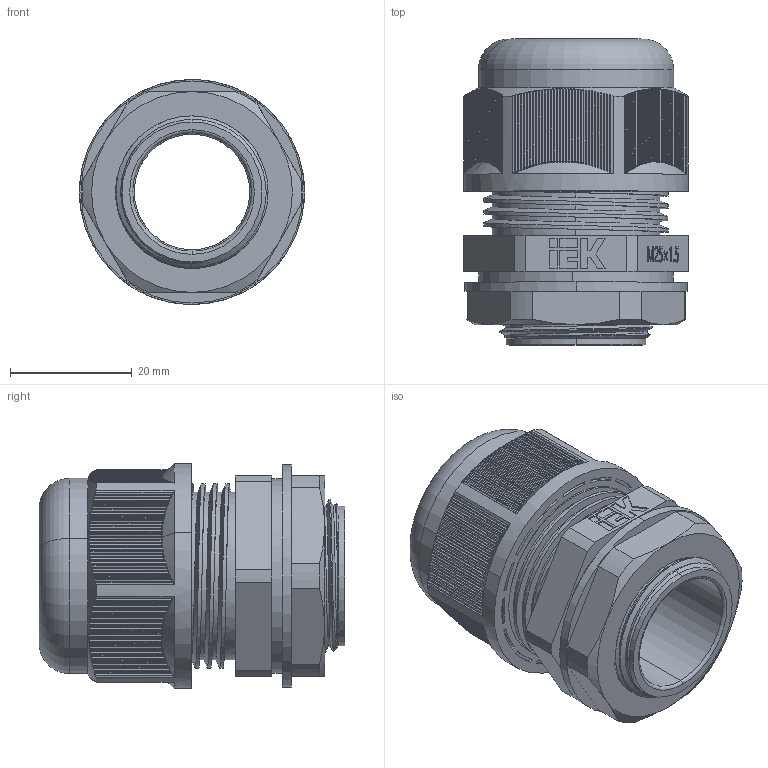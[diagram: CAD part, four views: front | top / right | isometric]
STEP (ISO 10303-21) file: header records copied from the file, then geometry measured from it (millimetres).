
FILE_DESCRIPTION (( 'STEP AP214' ), '1' );
FILE_NAME ('YSA20-15-25-68-K02 Ñàëüíèê MG 25.STEP', '2023-10-04T10:26:31', ( '' ), ( '' ), 'SwSTEP 2.0', 'SolidWorks 2022', '' );
FILE_SCHEMA (( 'AUTOMOTIVE_DESIGN' ));
Length unit declared in the file: millimetre
Products named in the file (1): YSA20-15-25-68-K02 Сальник MG 25
Bounding box: 36.99 x 50.27 x 36.99 mm (x, y, z)
Volume: 24947.7 mm3; surface area: 24504.7 mm2
Topology: 5 solids, 5 shells, 1266 faces, 3579 edges, 2379 vertices
Faces by surface type: plane 605, cylinder 518, bspline 82, torus 33, cone 28
Entity records: 72835 total; most frequent: CARTESIAN_POINT 28521, ORIENTED_EDGE 7154, DIRECTION 5152, EDGE_CURVE 3577, VERTEX_POINT 2377, AXIS2_PLACEMENT_3D 1773, LINE 1606, VECTOR 1606
